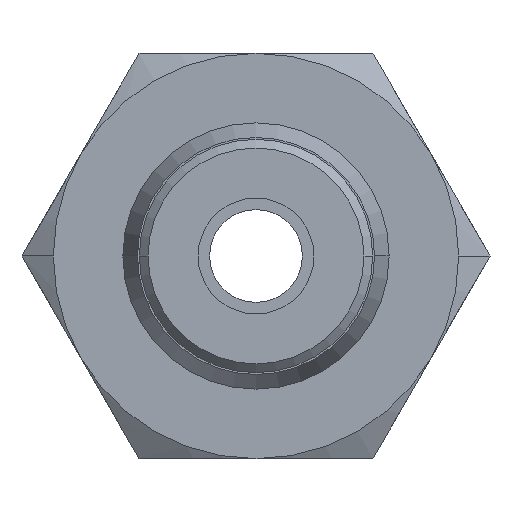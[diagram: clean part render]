
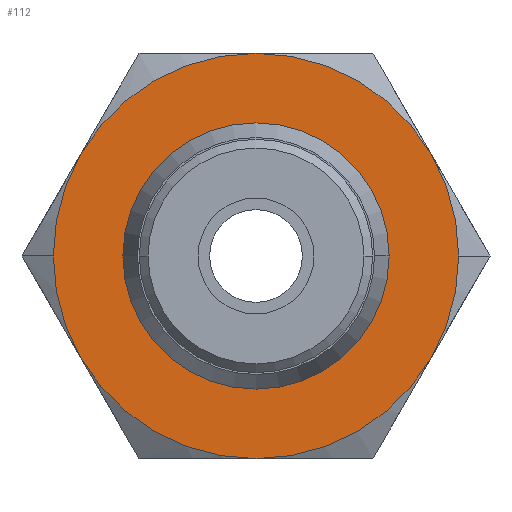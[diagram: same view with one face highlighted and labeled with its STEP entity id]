
A CAD part, left-side view. The second image highlights one B-rep face of the part: STEP entity #112.
In plain terms, the highlighted planar face has unit normal (-1, 0, 0).
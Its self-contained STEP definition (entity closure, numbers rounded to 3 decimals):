
#112=ADVANCED_FACE('',(#256,#257),#258,.T.);
#256=FACE_BOUND('',#443,.T.);
#257=FACE_OUTER_BOUND('',#444,.T.);
#258=PLANE('',#445);
#443=EDGE_LOOP('',(#854,#855));
#444=EDGE_LOOP('',(#856,#857,#858,#859,#860,#861,#862,#863));
#445=AXIS2_PLACEMENT_3D('',#864,#865,#866);
#854=ORIENTED_EDGE('',*,*,#1187,.T.);
#855=ORIENTED_EDGE('',*,*,#1238,.T.);
#856=ORIENTED_EDGE('',*,*,#1263,.T.);
#857=ORIENTED_EDGE('',*,*,#1167,.T.);
#858=ORIENTED_EDGE('',*,*,#1267,.T.);
#859=ORIENTED_EDGE('',*,*,#1253,.T.);
#860=ORIENTED_EDGE('',*,*,#1169,.T.);
#861=ORIENTED_EDGE('',*,*,#1256,.T.);
#862=ORIENTED_EDGE('',*,*,#1258,.T.);
#863=ORIENTED_EDGE('',*,*,#1262,.T.);
#864=CARTESIAN_POINT('',(-24.0,3.5,0.0));
#865=DIRECTION('',(-1.0,0.,0.0));
#866=DIRECTION('',(0.,1.0,0.0));
#1167=EDGE_CURVE('',#1358,#1360,#1362,.T.);
#1169=EDGE_CURVE('',#1366,#1363,#1367,.T.);
#1187=EDGE_CURVE('',#1400,#1398,#1401,.T.);
#1238=EDGE_CURVE('',#1398,#1400,#1482,.T.);
#1253=EDGE_CURVE('',#1504,#1366,#1505,.T.);
#1256=EDGE_CURVE('',#1363,#1507,#1509,.T.);
#1258=EDGE_CURVE('',#1507,#1511,#1513,.T.);
#1262=EDGE_CURVE('',#1511,#1517,#1519,.T.);
#1263=EDGE_CURVE('',#1517,#1358,#1520,.T.);
#1267=EDGE_CURVE('',#1360,#1504,#1525,.T.);
#1358=VERTEX_POINT('',#1656);
#1360=VERTEX_POINT('',#1659);
#1362=CIRCLE('',#1672,7.0);
#1363=VERTEX_POINT('',#1673);
#1366=VERTEX_POINT('',#1677);
#1367=CIRCLE('',#1678,7.0);
#1398=VERTEX_POINT('',#1728);
#1400=VERTEX_POINT('',#1731);
#1401=CIRCLE('',#1732,4.598);
#1482=CIRCLE('',#1832,4.598);
#1504=VERTEX_POINT('',#1871);
#1505=CIRCLE('',#1872,7.0);
#1507=VERTEX_POINT('',#1885);
#1509=CIRCLE('',#1898,7.0);
#1511=VERTEX_POINT('',#1900);
#1513=CIRCLE('',#1913,7.0);
#1517=VERTEX_POINT('',#1939);
#1519=CIRCLE('',#1952,7.0);
#1520=CIRCLE('',#1953,7.0);
#1525=CIRCLE('',#1991,7.0);
#1656=CARTESIAN_POINT('',(-24.0,7.0,0.));
#1659=CARTESIAN_POINT('',(-24.0,6.062,-3.5));
#1672=AXIS2_PLACEMENT_3D('',#2406,#2407,#2408);
#1673=CARTESIAN_POINT('',(-24.0,-7.0,0.));
#1677=CARTESIAN_POINT('',(-24.0,-6.062,-3.5));
#1678=AXIS2_PLACEMENT_3D('',#2410,#2411,#2412);
#1728=CARTESIAN_POINT('',(-24.0,4.598,0.));
#1731=CARTESIAN_POINT('',(-24.0,-4.598,0.));
#1732=AXIS2_PLACEMENT_3D('',#2443,#2444,#2445);
#1832=AXIS2_PLACEMENT_3D('',#2558,#2559,#2560);
#1871=CARTESIAN_POINT('',(-24.0,0.,-7.0));
#1872=AXIS2_PLACEMENT_3D('',#2588,#2589,#2590);
#1885=CARTESIAN_POINT('',(-24.0,-6.062,3.5));
#1898=AXIS2_PLACEMENT_3D('',#2591,#2592,#2593);
#1900=CARTESIAN_POINT('',(-24.0,0.,7.0));
#1913=AXIS2_PLACEMENT_3D('',#2594,#2595,#2596);
#1939=CARTESIAN_POINT('',(-24.0,6.062,3.5));
#1952=AXIS2_PLACEMENT_3D('',#2597,#2598,#2599);
#1953=AXIS2_PLACEMENT_3D('',#2600,#2601,#2602);
#1991=AXIS2_PLACEMENT_3D('',#2603,#2604,#2605);
#2406=CARTESIAN_POINT('',(-24.0,0.,0.0));
#2407=DIRECTION('',(-1.0,0.,0.0));
#2408=DIRECTION('',(0.,1.0,0.0));
#2410=CARTESIAN_POINT('',(-24.0,0.,0.0));
#2411=DIRECTION('',(-1.0,0.,0.0));
#2412=DIRECTION('',(0.,1.0,0.0));
#2443=CARTESIAN_POINT('',(-24.0,0.0,0.));
#2444=DIRECTION('',(1.0,0.,0.0));
#2445=DIRECTION('',(0.,1.0,0.0));
#2558=CARTESIAN_POINT('',(-24.0,0.0,0.));
#2559=DIRECTION('',(1.0,0.,0.0));
#2560=DIRECTION('',(0.,1.0,0.0));
#2588=CARTESIAN_POINT('',(-24.0,0.,0.0));
#2589=DIRECTION('',(-1.0,0.,0.0));
#2590=DIRECTION('',(0.,1.0,0.0));
#2591=CARTESIAN_POINT('',(-24.0,0.,0.0));
#2592=DIRECTION('',(-1.0,0.,0.0));
#2593=DIRECTION('',(0.,1.0,0.0));
#2594=CARTESIAN_POINT('',(-24.0,0.,0.0));
#2595=DIRECTION('',(-1.0,0.,0.0));
#2596=DIRECTION('',(0.,1.0,0.0));
#2597=CARTESIAN_POINT('',(-24.0,0.,0.0));
#2598=DIRECTION('',(-1.0,0.,0.0));
#2599=DIRECTION('',(0.,1.0,0.0));
#2600=CARTESIAN_POINT('',(-24.0,0.,0.0));
#2601=DIRECTION('',(-1.0,0.,0.0));
#2602=DIRECTION('',(0.,1.0,0.0));
#2603=CARTESIAN_POINT('',(-24.0,0.,0.0));
#2604=DIRECTION('',(-1.0,0.,0.0));
#2605=DIRECTION('',(0.,1.0,0.0));
